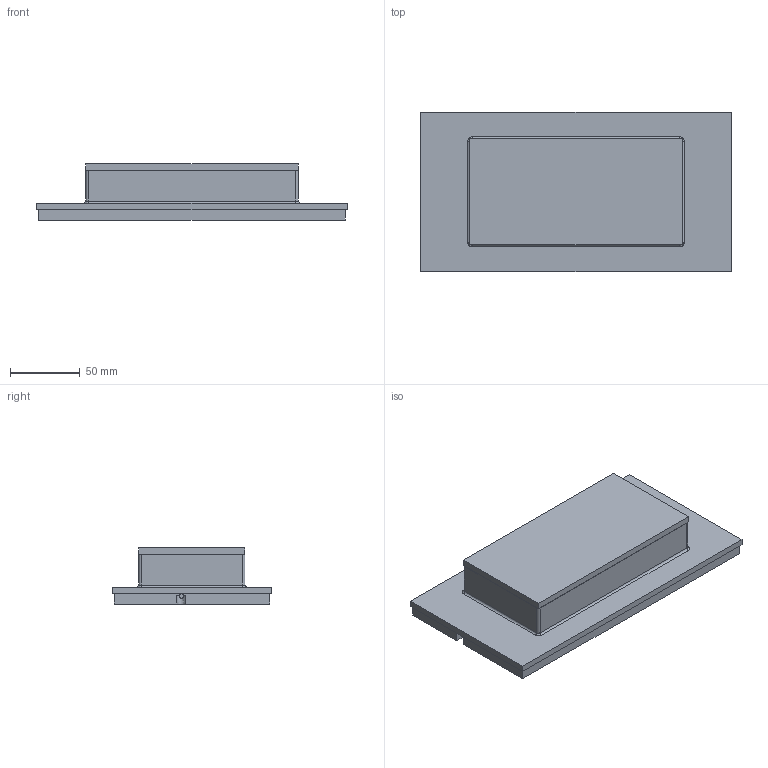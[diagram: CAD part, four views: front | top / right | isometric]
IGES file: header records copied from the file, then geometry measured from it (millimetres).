
Start section: SolidWorks IGES file using analytic representation for surfaces
Global section: file name: ccp-21.IGS; native system: SolidWorks 2016; preprocessor: SolidWorks 2016; author: Afshin; date: 160621.152003; units: inch
Bounding box: 222.25 x 114.3 x 40.26 mm (x, y, z)
Surface area: 86296.9 mm2 (no closed solid volume)
Topology: 0 solids, 0 shells, 123 faces, 1317 edges, 1317 vertices
Faces by surface type: bspline 88, revolution 35
